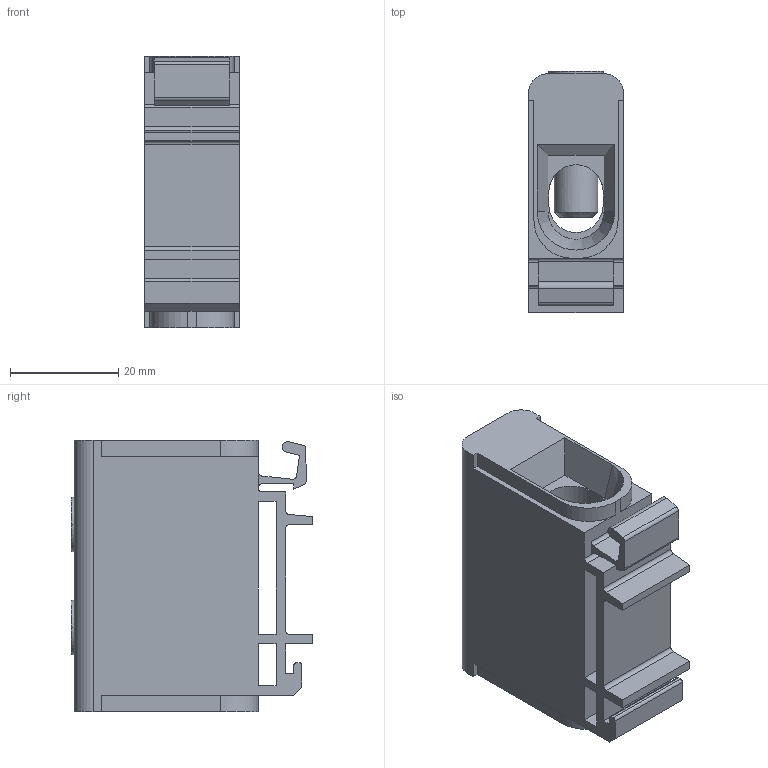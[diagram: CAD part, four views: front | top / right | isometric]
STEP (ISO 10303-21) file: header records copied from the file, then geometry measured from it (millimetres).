
FILE_DESCRIPTION (( 'STEP AP203' ), '1' );
FILE_NAME ('Êëåììà ñèëîâàÿ ââîäíàÿ ÊÑÂ 16-50 (plc-kvs-16-50-gray).STEP', '2020-08-04T08:20:23', ( '' ), ( '' ), 'SwSTEP 2.0', 'SolidWorks 2019', '' );
FILE_SCHEMA (( 'CONFIG_CONTROL_DESIGN' ));
Length unit declared in the file: millimetre
Products named in the file (1): Êëåììà ñèëîâàÿ ââîäíàÿ ÊÑÂ 16-50 (plc-kvs-16-50-gray)
Bounding box: 17.5 x 44.5 x 50 mm (x, y, z)
Volume: 17602.1 mm3; surface area: 16717.4 mm2
Topology: 1 solids, 1 shells, 147 faces, 390 edges, 256 vertices
Faces by surface type: plane 93, cylinder 40, cone 10, bspline 4
Entity records: 6273 total; most frequent: CARTESIAN_POINT 2498, ORIENTED_EDGE 780, DIRECTION 742, EDGE_CURVE 390, LINE 278, VECTOR 278, VERTEX_POINT 256, AXIS2_PLACEMENT_3D 232
